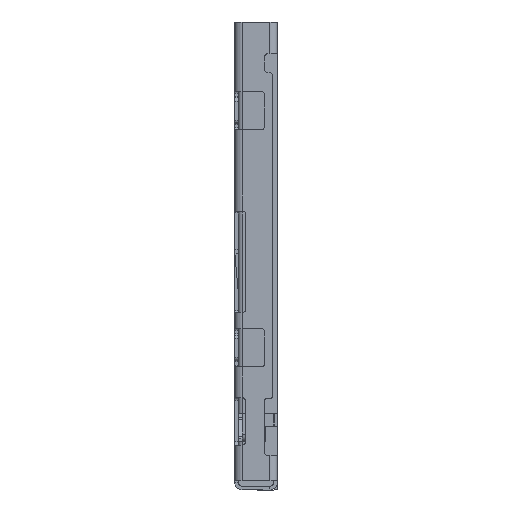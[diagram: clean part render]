
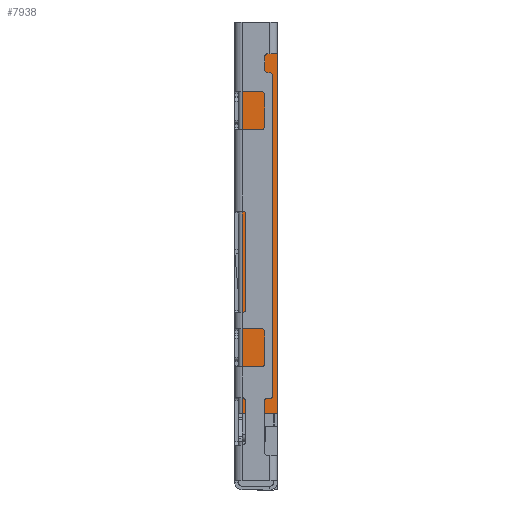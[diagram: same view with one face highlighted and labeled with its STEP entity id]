
A CAD part, left-side view. The second image highlights one B-rep face of the part: STEP entity #7938.
In plain terms, the highlighted planar face has unit normal (-1, 0, 0).
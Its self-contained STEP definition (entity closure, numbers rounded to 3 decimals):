
#690 = VERTEX_POINT ( 'NONE', #37763 ) ;
#3100 = LINE ( 'NONE', #29361, #35199 ) ;
#4825 = VECTOR ( 'NONE', #13709, 1000. ) ;
#5421 = ORIENTED_EDGE ( 'NONE', *, *, #14077, .T. ) ;
#6363 = EDGE_LOOP ( 'NONE', ( #14758, #5421, #9787, #9311 ) ) ;
#7938 = ADVANCED_FACE ( 'NONE', ( #31923 ), #9241, .T. ) ;
#9241 = PLANE ( 'NONE',  #24003 ) ;
#9311 = ORIENTED_EDGE ( 'NONE', *, *, #19812, .F. ) ;
#9787 = ORIENTED_EDGE ( 'NONE', *, *, #20297, .T. ) ;
#12397 = DIRECTION ( 'NONE',  ( 0., -1., 0. ) ) ;
#13143 = LINE ( 'NONE', #17382, #4825 ) ;
#13709 = DIRECTION ( 'NONE',  ( 0., -1., 0. ) ) ;
#14077 = EDGE_CURVE ( 'NONE', #24323, #690, #3100, .T. ) ;
#14758 = ORIENTED_EDGE ( 'NONE', *, *, #37862, .F. ) ;
#15381 = CARTESIAN_POINT ( 'NONE',  ( -6.53, 0., 6.4 ) ) ;
#17382 = CARTESIAN_POINT ( 'NONE',  ( -6.53, 20.498, 6.4 ) ) ;
#18394 = DIRECTION ( 'NONE',  ( 0., -1., 0. ) ) ;
#18572 = CARTESIAN_POINT ( 'NONE',  ( -6.53, 0., 6.4 ) ) ;
#19812 = EDGE_CURVE ( 'NONE', #34956, #37259, #23916, .T. ) ;
#19975 = VECTOR ( 'NONE', #18394, 1000. ) ;
#20297 = EDGE_CURVE ( 'NONE', #690, #37259, #23877, .T. ) ;
#23877 = LINE ( 'NONE', #24641, #19975 ) ;
#23916 = LINE ( 'NONE', #18572, #37018 ) ;
#24003 = AXIS2_PLACEMENT_3D ( 'NONE', #31029, #40346, #12397 ) ;
#24323 = VERTEX_POINT ( 'NONE', #32377 ) ;
#24641 = CARTESIAN_POINT ( 'NONE',  ( -6.53, 20.498, -4.98 ) ) ;
#25256 = CARTESIAN_POINT ( 'NONE',  ( -6.53, 0., -4.98 ) ) ;
#27964 = DIRECTION ( 'NONE',  ( 0., 0., -1. ) ) ;
#29361 = CARTESIAN_POINT ( 'NONE',  ( -6.53, 1.11, 6.4 ) ) ;
#31029 = CARTESIAN_POINT ( 'NONE',  ( -6.53, 20.498, 6.4 ) ) ;
#31923 = FACE_OUTER_BOUND ( 'NONE', #6363, .T. ) ;
#32377 = CARTESIAN_POINT ( 'NONE',  ( -6.53, 1.11, 6.4 ) ) ;
#34956 = VERTEX_POINT ( 'NONE', #15381 ) ;
#35199 = VECTOR ( 'NONE', #35575, 1000. ) ;
#35575 = DIRECTION ( 'NONE',  ( 0., 0., -1. ) ) ;
#37018 = VECTOR ( 'NONE', #27964, 1000. ) ;
#37259 = VERTEX_POINT ( 'NONE', #25256 ) ;
#37763 = CARTESIAN_POINT ( 'NONE',  ( -6.53, 1.11, -4.98 ) ) ;
#37862 = EDGE_CURVE ( 'NONE', #24323, #34956, #13143, .T. ) ;
#40346 = DIRECTION ( 'NONE',  ( -1., 0., 0. ) ) ;
